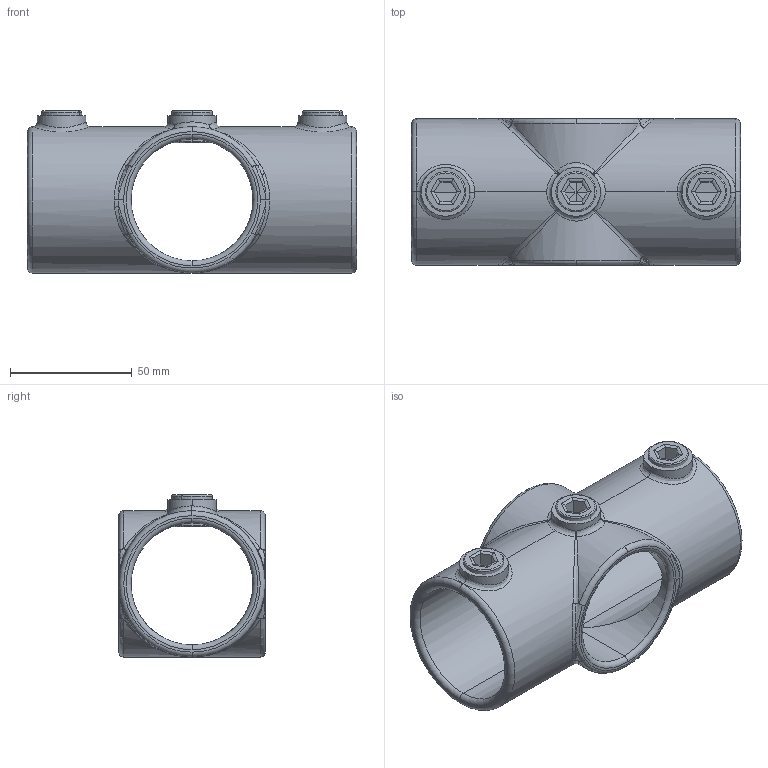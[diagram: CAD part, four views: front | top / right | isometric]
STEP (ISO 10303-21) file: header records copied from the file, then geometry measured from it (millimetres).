
FILE_DESCRIPTION (( 'STEP AP203' ), '1' );
FILE_NAME ('119-D48.STEP', '2016-09-07T08:29:28', ( '' ), ( '' ), 'SwSTEP 2.0', 'SolidWorks 2015', '' );
FILE_SCHEMA (( 'CONFIG_CONTROL_DESIGN' ));
Length unit declared in the file: millimetre
Products named in the file (3): 119-D48 Teil2; 119-D48; 119-D48 Teil1
Assembly tree (4 placements, depth 2):
  119-D48
    119-D48 Teil1
    119-D48 Teil2  x3
Bounding box: 135 x 60.02 x 66.5 mm (x, y, z)
Volume: 112176.9 mm3; surface area: 50346.2 mm2
Topology: 4 solids, 4 shells, 177 faces, 412 edges, 234 vertices
Faces by surface type: cylinder 72, bspline 40, plane 31, torus 30, sphere 4
Entity records: 9267 total; most frequent: CARTESIAN_POINT 6418, ORIENTED_EDGE 592, DIRECTION 428, EDGE_CURVE 296, AXIS2_PLACEMENT_3D 184, VERTEX_POINT 170, EDGE_LOOP 134, ADVANCED_FACE 125
